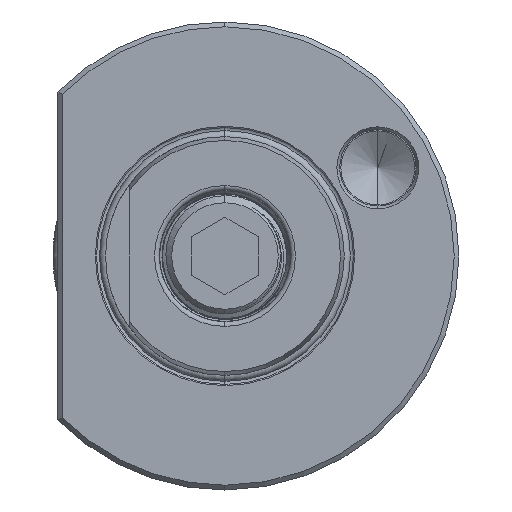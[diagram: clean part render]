
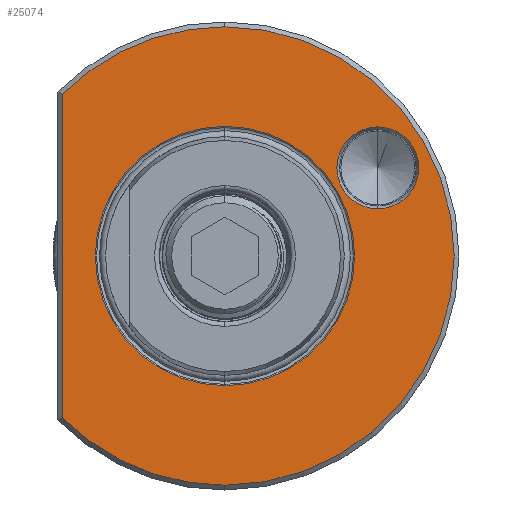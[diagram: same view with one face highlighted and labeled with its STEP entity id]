
A CAD part, left-side view. The second image highlights one B-rep face of the part: STEP entity #25074.
In plain terms, the highlighted planar face has unit normal (-1, 0, 0).
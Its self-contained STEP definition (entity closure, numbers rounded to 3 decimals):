
#213 = AXIS2_PLACEMENT_3D ( 'NONE', #56519, #56531, #56520 ) ;
#348 = AXIS2_PLACEMENT_3D ( 'NONE', #13962, #13975, #13977 ) ;
#358 = AXIS2_PLACEMENT_3D ( 'NONE', #12637, #12611, #12612 ) ;
#641 = AXIS2_PLACEMENT_3D ( 'NONE', #17920, #17909, #17937 ) ;
#659 = AXIS2_PLACEMENT_3D ( 'NONE', #9856, #9865, #9849 ) ;
#665 = AXIS2_PLACEMENT_3D ( 'NONE', #9767, #9746, #9757 ) ;
#682 = AXIS2_PLACEMENT_3D ( 'NONE', #10418, #10466, #10434 ) ;
#688 = AXIS2_PLACEMENT_3D ( 'NONE', #7357, #7330, #7350 ) ;
#793 = VERTEX_POINT ( 'NONE', #36321 ) ;
#805 = VERTEX_POINT ( 'NONE', #36337 ) ;
#860 = VERTEX_POINT ( 'NONE', #36503 ) ;
#863 = VERTEX_POINT ( 'NONE', #36495 ) ;
#7330 = DIRECTION ( 'NONE',  ( 1., 0., 0. ) ) ;
#7350 = DIRECTION ( 'NONE',  ( 0., 0., -1. ) ) ;
#7357 = CARTESIAN_POINT ( 'NONE',  ( 1.5, 0., 0. ) ) ;
#8085 = CARTESIAN_POINT ( 'NONE',  ( 1.5, 34., -32.848 ) ) ;
#8144 = DIRECTION ( 'NONE',  ( 0., 0., -1. ) ) ;
#8689 = EDGE_CURVE ( 'NONE', #793, #805, #13502, .T. ) ;
#8737 = EDGE_CURVE ( 'NONE', #860, #793, #13512, .T. ) ;
#8761 = EDGE_CURVE ( 'NONE', #863, #860, #13535, .T. ) ;
#8833 = EDGE_CURVE ( 'NONE', #41666, #41594, #13546, .T. ) ;
#8917 = EDGE_CURVE ( 'NONE', #863, #805, #13621, .T. ) ;
#8971 = EDGE_CURVE ( 'NONE', #41744, #41684, #13574, .T. ) ;
#9746 = DIRECTION ( 'NONE',  ( 1., 0., 0. ) ) ;
#9757 = DIRECTION ( 'NONE',  ( 0., 0., -1. ) ) ;
#9767 = CARTESIAN_POINT ( 'NONE',  ( 1.5, 0., 0. ) ) ;
#9849 = DIRECTION ( 'NONE',  ( 0., 0., -1. ) ) ;
#9856 = CARTESIAN_POINT ( 'NONE',  ( 1.5, 0., 0. ) ) ;
#9865 = DIRECTION ( 'NONE',  ( 1., 0., 0. ) ) ;
#10418 = CARTESIAN_POINT ( 'NONE',  ( 1.5, -32.01, 18.46 ) ) ;
#10434 = DIRECTION ( 'NONE',  ( 0., 0., -1. ) ) ;
#10466 = DIRECTION ( 'NONE',  ( 1., 0., 0. ) ) ;
#12611 = DIRECTION ( 'NONE',  ( 1., 0., 0. ) ) ;
#12612 = DIRECTION ( 'NONE',  ( 0., 0., -1. ) ) ;
#12637 = CARTESIAN_POINT ( 'NONE',  ( 1.5, -32.01, 18.46 ) ) ;
#13502 = CIRCLE ( 'NONE', #641, 48. ) ;
#13512 = CIRCLE ( 'NONE', #665, 48. ) ;
#13535 = CIRCLE ( 'NONE', #659, 48. ) ;
#13546 = CIRCLE ( 'NONE', #682, 8.577 ) ;
#13574 = CIRCLE ( 'NONE', #688, 27.15 ) ;
#13614 = VECTOR ( 'NONE', #8144, 1000. ) ;
#13621 = LINE ( 'NONE', #8085, #13614 ) ;
#13962 = CARTESIAN_POINT ( 'NONE',  ( 1.5, 0., 0. ) ) ;
#13975 = DIRECTION ( 'NONE',  ( 1., 0., 0. ) ) ;
#13977 = DIRECTION ( 'NONE',  ( 0., 0., -1. ) ) ;
#14657 = FACE_BOUND ( 'NONE', #39403, .T. ) ;
#14708 = FACE_OUTER_BOUND ( 'NONE', #39452, .T. ) ;
#14753 = FACE_BOUND ( 'NONE', #39431, .T. ) ;
#17143 = CARTESIAN_POINT ( 'NONE',  ( 1.5, -32.01, 27.037 ) ) ;
#17182 = CARTESIAN_POINT ( 'NONE',  ( 1.5, -32.01, 9.883 ) ) ;
#17198 = CARTESIAN_POINT ( 'NONE',  ( 1.5, 0., 27.15 ) ) ;
#17309 = CARTESIAN_POINT ( 'NONE',  ( 1.5, 0., -27.15 ) ) ;
#17909 = DIRECTION ( 'NONE',  ( 1., 0., 0. ) ) ;
#17920 = CARTESIAN_POINT ( 'NONE',  ( 1.5, 0., 0. ) ) ;
#17937 = DIRECTION ( 'NONE',  ( 0., 0., -1. ) ) ;
#25074 = ADVANCED_FACE ( 'NONE', ( #14657, #14753, #14708 ), #56529, .F. ) ;
#36321 = CARTESIAN_POINT ( 'NONE',  ( 1.5, 0., -48. ) ) ;
#36337 = CARTESIAN_POINT ( 'NONE',  ( 1.5, 34., -33.882 ) ) ;
#36495 = CARTESIAN_POINT ( 'NONE',  ( 1.5, 34., 33.882 ) ) ;
#36503 = CARTESIAN_POINT ( 'NONE',  ( 1.5, 0., 48. ) ) ;
#39403 = EDGE_LOOP ( 'NONE', ( #46651, #46709 ) ) ;
#39431 = EDGE_LOOP ( 'NONE', ( #44627, #46653 ) ) ;
#39452 = EDGE_LOOP ( 'NONE', ( #46661, #44628, #46718, #46705 ) ) ;
#40869 = EDGE_CURVE ( 'NONE', #41594, #41666, #55425, .T. ) ;
#40971 = EDGE_CURVE ( 'NONE', #41684, #41744, #54588, .T. ) ;
#41594 = VERTEX_POINT ( 'NONE', #17143 ) ;
#41666 = VERTEX_POINT ( 'NONE', #17182 ) ;
#41684 = VERTEX_POINT ( 'NONE', #17198 ) ;
#41744 = VERTEX_POINT ( 'NONE', #17309 ) ;
#44627 = ORIENTED_EDGE ( 'NONE', *, *, #40869, .T. ) ;
#44628 = ORIENTED_EDGE ( 'NONE', *, *, #8917, .T. ) ;
#46651 = ORIENTED_EDGE ( 'NONE', *, *, #40971, .T. ) ;
#46653 = ORIENTED_EDGE ( 'NONE', *, *, #8833, .T. ) ;
#46661 = ORIENTED_EDGE ( 'NONE', *, *, #8761, .F. ) ;
#46705 = ORIENTED_EDGE ( 'NONE', *, *, #8737, .F. ) ;
#46709 = ORIENTED_EDGE ( 'NONE', *, *, #8971, .T. ) ;
#46718 = ORIENTED_EDGE ( 'NONE', *, *, #8689, .F. ) ;
#54588 = CIRCLE ( 'NONE', #348, 27.15 ) ;
#55425 = CIRCLE ( 'NONE', #358, 8.577 ) ;
#56519 = CARTESIAN_POINT ( 'NONE',  ( 1.5, 25., 0. ) ) ;
#56520 = DIRECTION ( 'NONE',  ( 0., 0., -1. ) ) ;
#56529 = PLANE ( 'NONE',  #213 ) ;
#56531 = DIRECTION ( 'NONE',  ( 1., 0., 0. ) ) ;
